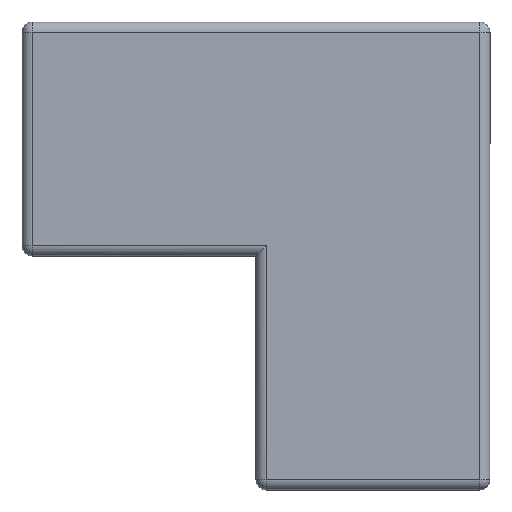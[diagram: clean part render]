
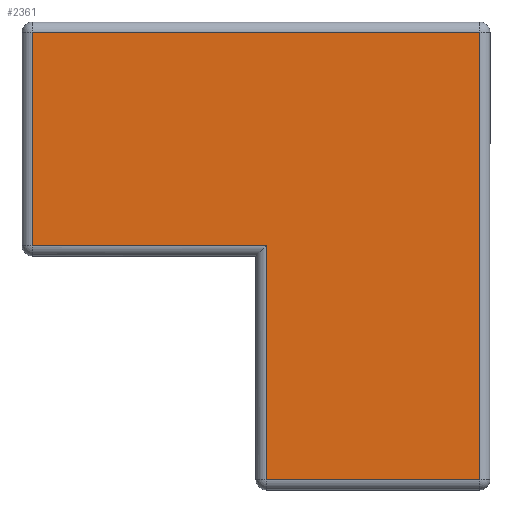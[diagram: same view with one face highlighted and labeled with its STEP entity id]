
A CAD part, front view. The second image highlights one B-rep face of the part: STEP entity #2361.
In plain terms, the highlighted planar face has unit normal (0, -1, 0).
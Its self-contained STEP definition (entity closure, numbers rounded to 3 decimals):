
#136 = EDGE_CURVE ( 'NONE', #2985, #2926, #1988, .T. ) ;
#137 = EDGE_CURVE ( 'NONE', #2926, #2052, #1992, .T. ) ;
#138 = EDGE_CURVE ( 'NONE', #2052, #2920, #1985, .T. ) ;
#139 = EDGE_CURVE ( 'NONE', #2920, #2976, #1983, .T. ) ;
#140 = EDGE_CURVE ( 'NONE', #2976, #2975, #1981, .T. ) ;
#141 = EDGE_CURVE ( 'NONE', #2975, #2985, #1979, .T. ) ;
#313 = CARTESIAN_POINT ( 'NONE',  ( -19.465, 0., 30.143 ) ) ;
#323 = CARTESIAN_POINT ( 'NONE',  ( 66.535, 0., -55.857 ) ) ;
#324 = CARTESIAN_POINT ( 'NONE',  ( 66.535, 0., 30.143 ) ) ;
#376 = CARTESIAN_POINT ( 'NONE',  ( 25.535, 0., -55.857 ) ) ;
#396 = CARTESIAN_POINT ( 'NONE',  ( -19.465, 0., -10.857 ) ) ;
#1124 = CARTESIAN_POINT ( 'NONE',  ( 25.535, 0., -10.857 ) ) ;
#1259 = DIRECTION ( 'NONE',  ( 0., 0., 1. ) ) ;
#1271 = DIRECTION ( 'NONE',  ( -1., 0., 0. ) ) ;
#1276 = CARTESIAN_POINT ( 'NONE',  ( 66.535, 0., 32.143 ) ) ;
#1280 = CARTESIAN_POINT ( 'NONE',  ( -21.465, 0., 30.143 ) ) ;
#1284 = DIRECTION ( 'NONE',  ( 1., 0., 0. ) ) ;
#1288 = DIRECTION ( 'NONE',  ( 0., 0., -1. ) ) ;
#1289 = CARTESIAN_POINT ( 'NONE',  ( 68.535, 0., -55.857 ) ) ;
#1292 = CARTESIAN_POINT ( 'NONE',  ( 25.535, 0., -57.857 ) ) ;
#1302 = DIRECTION ( 'NONE',  ( 1., 0., 0. ) ) ;
#1321 = CARTESIAN_POINT ( 'NONE',  ( 23.535, 0., -10.857 ) ) ;
#1325 = DIRECTION ( 'NONE',  ( 0., 0., -1. ) ) ;
#1327 = CARTESIAN_POINT ( 'NONE',  ( -19.465, 0., -12.857 ) ) ;
#1782 = FACE_OUTER_BOUND ( 'NONE', #3312, .T. ) ;
#1976 = VECTOR ( 'NONE', #1271, 1000. ) ;
#1978 = VECTOR ( 'NONE', #1259, 1000. ) ;
#1979 = LINE ( 'NONE', #1280, #1976 ) ;
#1980 = VECTOR ( 'NONE', #1284, 1000. ) ;
#1981 = LINE ( 'NONE', #1276, #1978 ) ;
#1982 = VECTOR ( 'NONE', #1288, 1000. ) ;
#1983 = LINE ( 'NONE', #1289, #1980 ) ;
#1984 = VECTOR ( 'NONE', #1302, 1000. ) ;
#1985 = LINE ( 'NONE', #1292, #1982 ) ;
#1986 = VECTOR ( 'NONE', #1325, 1000. ) ;
#1988 = LINE ( 'NONE', #1327, #1986 ) ;
#1992 = LINE ( 'NONE', #1321, #1984 ) ;
#2052 = VERTEX_POINT ( 'NONE', #1124 ) ;
#2361 = ADVANCED_FACE ( 'NONE', ( #1782 ), #2913, .T. ) ;
#2761 = CARTESIAN_POINT ( 'NONE',  ( 68.535, 0., -12.857 ) ) ;
#2909 = DIRECTION ( 'NONE',  ( 0., 0., -1. ) ) ;
#2911 = DIRECTION ( 'NONE',  ( 0., -1., 0. ) ) ;
#2913 = PLANE ( 'NONE',  #3430 ) ;
#2920 = VERTEX_POINT ( 'NONE', #376 ) ;
#2926 = VERTEX_POINT ( 'NONE', #396 ) ;
#2975 = VERTEX_POINT ( 'NONE', #324 ) ;
#2976 = VERTEX_POINT ( 'NONE', #323 ) ;
#2985 = VERTEX_POINT ( 'NONE', #313 ) ;
#3312 = EDGE_LOOP ( 'NONE', ( #3711, #3706, #3653, #3655, #3705, #3703 ) ) ;
#3430 = AXIS2_PLACEMENT_3D ( 'NONE', #2761, #2911, #2909 ) ;
#3653 = ORIENTED_EDGE ( 'NONE', *, *, #138, .T. ) ;
#3655 = ORIENTED_EDGE ( 'NONE', *, *, #139, .T. ) ;
#3703 = ORIENTED_EDGE ( 'NONE', *, *, #141, .T. ) ;
#3705 = ORIENTED_EDGE ( 'NONE', *, *, #140, .T. ) ;
#3706 = ORIENTED_EDGE ( 'NONE', *, *, #137, .T. ) ;
#3711 = ORIENTED_EDGE ( 'NONE', *, *, #136, .T. ) ;
